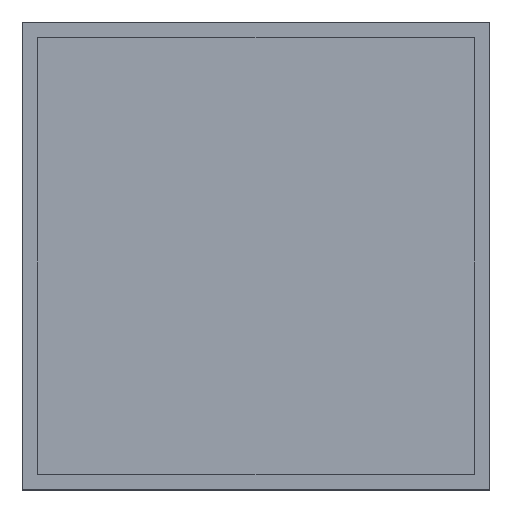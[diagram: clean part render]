
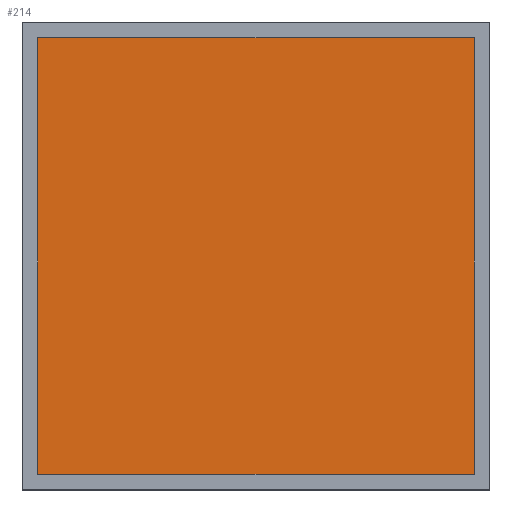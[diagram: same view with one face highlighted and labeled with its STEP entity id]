
A CAD part, top view. The second image highlights one B-rep face of the part: STEP entity #214.
In plain terms, the highlighted planar face has unit normal (0, 0, 1).
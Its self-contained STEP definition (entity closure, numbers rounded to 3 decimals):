
#18 = DIRECTION ( 'NONE',  ( -1., 0., 0. ) ) ;
#48 = EDGE_CURVE ( 'NONE', #278, #68, #132, .T. ) ;
#59 = VECTOR ( 'NONE', #179, 1000. ) ;
#62 = CARTESIAN_POINT ( 'NONE',  ( -277.5, -277.5, 7. ) ) ;
#66 = VECTOR ( 'NONE', #18, 1000. ) ;
#68 = VERTEX_POINT ( 'NONE', #176 ) ;
#79 = ORIENTED_EDGE ( 'NONE', *, *, #48, .T. ) ;
#106 = CARTESIAN_POINT ( 'NONE',  ( 277.5, 277.5, 7. ) ) ;
#109 = DIRECTION ( 'NONE',  ( 0., 1., 0. ) ) ;
#132 = LINE ( 'NONE', #370, #66 ) ;
#139 = AXIS2_PLACEMENT_3D ( 'NONE', #496, #257, #306 ) ;
#160 = VERTEX_POINT ( 'NONE', #245 ) ;
#161 = EDGE_CURVE ( 'NONE', #260, #160, #404, .T. ) ;
#167 = LINE ( 'NONE', #323, #59 ) ;
#176 = CARTESIAN_POINT ( 'NONE',  ( -277.5, 277.5, 7. ) ) ;
#179 = DIRECTION ( 'NONE',  ( 0., -1., 0. ) ) ;
#205 = CARTESIAN_POINT ( 'NONE',  ( -277.5, -277.5, 7. ) ) ;
#214 = ADVANCED_FACE ( 'NONE', ( #383 ), #299, .F. ) ;
#221 = ORIENTED_EDGE ( 'NONE', *, *, #426, .T. ) ;
#232 = VECTOR ( 'NONE', #330, 1000. ) ;
#245 = CARTESIAN_POINT ( 'NONE',  ( 277.5, -277.5, 7. ) ) ;
#257 = DIRECTION ( 'NONE',  ( 0., 0., -1. ) ) ;
#260 = VERTEX_POINT ( 'NONE', #62 ) ;
#267 = ORIENTED_EDGE ( 'NONE', *, *, #161, .T. ) ;
#278 = VERTEX_POINT ( 'NONE', #106 ) ;
#286 = EDGE_CURVE ( 'NONE', #160, #278, #429, .T. ) ;
#299 = PLANE ( 'NONE',  #139 ) ;
#306 = DIRECTION ( 'NONE',  ( 1., 0., 0. ) ) ;
#323 = CARTESIAN_POINT ( 'NONE',  ( -277.5, 277.5, 7. ) ) ;
#330 = DIRECTION ( 'NONE',  ( 1., 0., 0. ) ) ;
#344 = CARTESIAN_POINT ( 'NONE',  ( 277.5, -277.5, 7. ) ) ;
#370 = CARTESIAN_POINT ( 'NONE',  ( 277.5, 277.5, 7. ) ) ;
#382 = EDGE_LOOP ( 'NONE', ( #79, #221, #267, #461 ) ) ;
#383 = FACE_OUTER_BOUND ( 'NONE', #382, .T. ) ;
#404 = LINE ( 'NONE', #205, #232 ) ;
#426 = EDGE_CURVE ( 'NONE', #68, #260, #167, .T. ) ;
#429 = LINE ( 'NONE', #344, #491 ) ;
#461 = ORIENTED_EDGE ( 'NONE', *, *, #286, .T. ) ;
#491 = VECTOR ( 'NONE', #109, 1000. ) ;
#496 = CARTESIAN_POINT ( 'NONE',  ( -277.5, 277.5, 7. ) ) ;
